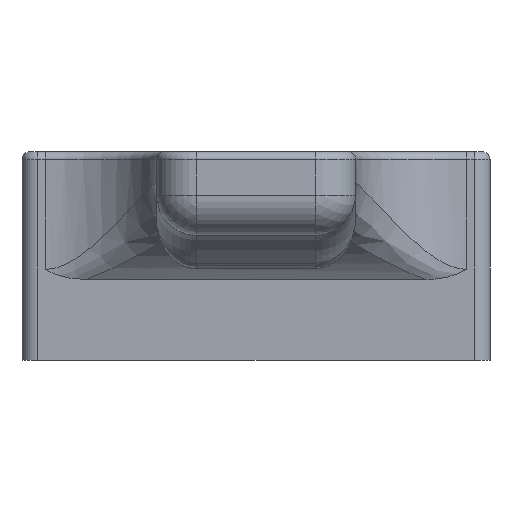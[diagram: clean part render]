
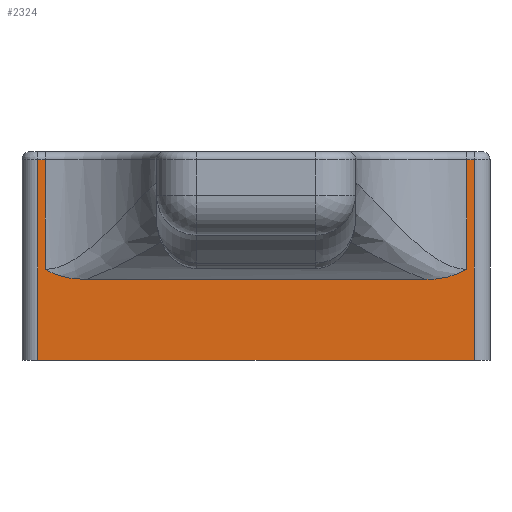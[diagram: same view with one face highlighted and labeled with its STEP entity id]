
A CAD part, front view. The second image highlights one B-rep face of the part: STEP entity #2324.
In plain terms, the highlighted planar face has unit normal (0, -1, 0).
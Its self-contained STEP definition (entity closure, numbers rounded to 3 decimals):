
#69=PLANE('',#2538);
#110=LINE('',#3728,#312);
#231=LINE('',#4606,#433);
#238=LINE('',#4683,#440);
#246=LINE('',#4712,#448);
#247=LINE('',#4716,#449);
#248=LINE('',#4736,#450);
#249=LINE('',#4738,#451);
#250=LINE('',#4739,#452);
#312=VECTOR('',#2652,10.);
#433=VECTOR('',#2965,10.);
#440=VECTOR('',#3012,10.);
#448=VECTOR('',#3046,10.);
#449=VECTOR('',#3051,10.);
#450=VECTOR('',#3052,10.);
#451=VECTOR('',#3053,10.);
#452=VECTOR('',#3054,10.);
#635=FACE_OUTER_BOUND('',#775,.T.);
#775=EDGE_LOOP('',(#1929,#1930,#1931,#1932,#1933,#1934,#1935,#1936,#1937,
#1938));
#870=B_SPLINE_CURVE_WITH_KNOTS('',3,(#4717,#4718,#4719,#4720,#4721,#4722,
#4723,#4724),.UNSPECIFIED.,.F.,.F.,(4,2,2,4),(-0.002,0.,0.233,
0.542),.UNSPECIFIED.);
#871=B_SPLINE_CURVE_WITH_KNOTS('',3,(#4726,#4727,#4728,#4729,#4730,#4731,
#4732,#4733,#4734,#4735),.UNSPECIFIED.,.F.,.F.,(4,2,2,2,4),(0.,0.106,
0.344,0.539,0.541),.UNSPECIFIED.);
#989=VERTEX_POINT('',#3719);
#990=VERTEX_POINT('',#3727);
#1130=VERTEX_POINT('',#4598);
#1132=VERTEX_POINT('',#4604);
#1144=VERTEX_POINT('',#4675);
#1146=VERTEX_POINT('',#4681);
#1154=VERTEX_POINT('',#4711);
#1155=VERTEX_POINT('',#4715);
#1156=VERTEX_POINT('',#4725);
#1157=VERTEX_POINT('',#4737);
#1214=EDGE_CURVE('',#990,#989,#110,.T.);
#1408=EDGE_CURVE('',#1132,#1130,#231,.T.);
#1431=EDGE_CURVE('',#1146,#1144,#238,.T.);
#1446=EDGE_CURVE('',#1144,#1154,#246,.T.);
#1448=EDGE_CURVE('',#1155,#1146,#247,.T.);
#1449=EDGE_CURVE('',#990,#1155,#870,.F.);
#1450=EDGE_CURVE('',#1156,#989,#871,.F.);
#1451=EDGE_CURVE('',#1130,#1156,#248,.T.);
#1452=EDGE_CURVE('',#1157,#1132,#249,.T.);
#1453=EDGE_CURVE('',#1154,#1157,#250,.T.);
#1929=ORIENTED_EDGE('',*,*,#1431,.F.);
#1930=ORIENTED_EDGE('',*,*,#1448,.F.);
#1931=ORIENTED_EDGE('',*,*,#1449,.F.);
#1932=ORIENTED_EDGE('',*,*,#1214,.T.);
#1933=ORIENTED_EDGE('',*,*,#1450,.F.);
#1934=ORIENTED_EDGE('',*,*,#1451,.F.);
#1935=ORIENTED_EDGE('',*,*,#1408,.F.);
#1936=ORIENTED_EDGE('',*,*,#1452,.F.);
#1937=ORIENTED_EDGE('',*,*,#1453,.F.);
#1938=ORIENTED_EDGE('',*,*,#1446,.F.);
#2324=ADVANCED_FACE('',(#635),#69,.T.);
#2538=AXIS2_PLACEMENT_3D('',#4714,#3049,#3050);
#2652=DIRECTION('',(-1.,0.,0.));
#2965=DIRECTION('',(1.,0.,0.));
#3012=DIRECTION('',(1.,0.,0.));
#3046=DIRECTION('',(0.,0.,-1.));
#3049=DIRECTION('center_axis',(0.,-1.,0.));
#3050=DIRECTION('ref_axis',(1.,0.,0.));
#3051=DIRECTION('',(0.,0.,1.));
#3052=DIRECTION('',(0.,0.,-1.));
#3053=DIRECTION('',(0.,0.,1.));
#3054=DIRECTION('',(-1.,0.,0.));
#3719=CARTESIAN_POINT('',(-21.32,-13.43,-9.85));
#3727=CARTESIAN_POINT('',(21.32,-13.43,-9.85));
#3728=CARTESIAN_POINT('',(-20.95,-13.43,-9.85));
#4598=CARTESIAN_POINT('',(-26.5,-13.43,5.2));
#4604=CARTESIAN_POINT('',(-27.4,-13.43,5.2));
#4606=CARTESIAN_POINT('',(-14.7,-13.43,5.2));
#4675=CARTESIAN_POINT('',(27.4,-13.43,5.2));
#4681=CARTESIAN_POINT('',(26.5,-13.43,5.2));
#4683=CARTESIAN_POINT('',(-14.7,-13.43,5.2));
#4711=CARTESIAN_POINT('',(27.4,-13.43,-20.));
#4712=CARTESIAN_POINT('',(27.4,-13.43,5.));
#4714=CARTESIAN_POINT('Origin',(-29.4,-13.43,5.));
#4715=CARTESIAN_POINT('',(26.5,-13.43,-8.566));
#4716=CARTESIAN_POINT('',(26.5,-13.43,-2.425));
#4717=CARTESIAN_POINT('Ctrl Pts',(26.5,-13.43,-8.566));
#4718=CARTESIAN_POINT('Ctrl Pts',(26.494,-13.43,-8.57));
#4719=CARTESIAN_POINT('Ctrl Pts',(26.489,-13.43,-8.573));
#4720=CARTESIAN_POINT('Ctrl Pts',(25.816,-13.43,-8.973));
#4721=CARTESIAN_POINT('Ctrl Pts',(25.11,-13.43,-9.264));
#4722=CARTESIAN_POINT('Ctrl Pts',(23.378,-13.43,-9.738));
#4723=CARTESIAN_POINT('Ctrl Pts',(22.344,-13.43,-9.85));
#4724=CARTESIAN_POINT('Ctrl Pts',(21.32,-13.43,-9.85));
#4725=CARTESIAN_POINT('',(-26.5,-13.43,-8.566));
#4726=CARTESIAN_POINT('Ctrl Pts',(-21.32,-13.43,-9.85));
#4727=CARTESIAN_POINT('Ctrl Pts',(-21.673,-13.43,-9.85));
#4728=CARTESIAN_POINT('Ctrl Pts',(-22.026,-13.43,-9.836));
#4729=CARTESIAN_POINT('Ctrl Pts',(-23.17,-13.43,-9.745));
#4730=CARTESIAN_POINT('Ctrl Pts',(-23.959,-13.43,-9.604));
#4731=CARTESIAN_POINT('Ctrl Pts',(-25.336,-13.43,-9.168));
#4732=CARTESIAN_POINT('Ctrl Pts',(-25.924,-13.43,-8.909));
#4733=CARTESIAN_POINT('Ctrl Pts',(-26.489,-13.43,-8.573));
#4734=CARTESIAN_POINT('Ctrl Pts',(-26.494,-13.43,-8.57));
#4735=CARTESIAN_POINT('Ctrl Pts',(-26.5,-13.43,-8.566));
#4736=CARTESIAN_POINT('',(-26.5,-13.43,5.6));
#4737=CARTESIAN_POINT('',(-27.4,-13.43,-20.));
#4738=CARTESIAN_POINT('',(-27.4,-13.43,5.));
#4739=CARTESIAN_POINT('',(29.4,-13.43,-20.));
